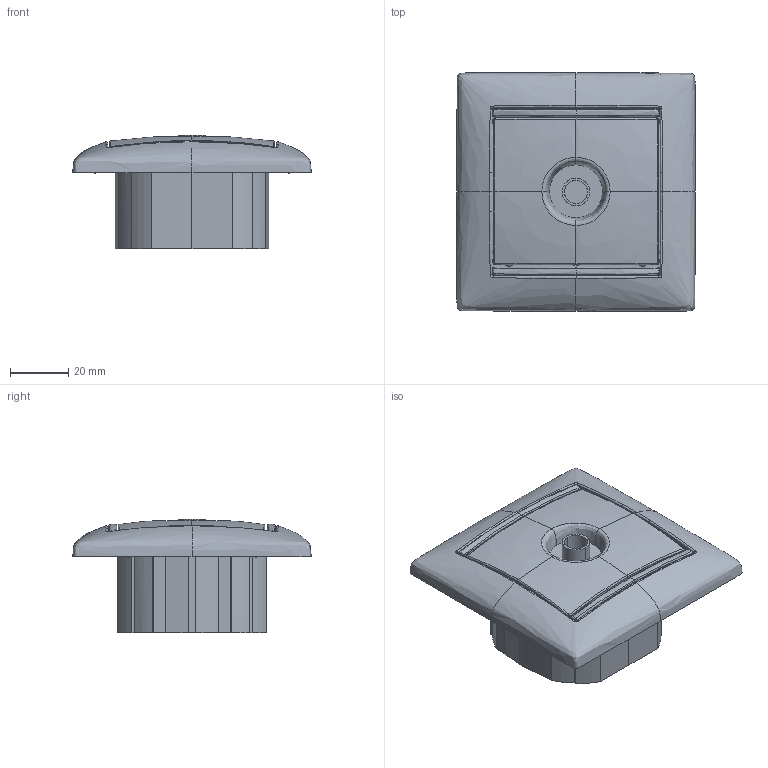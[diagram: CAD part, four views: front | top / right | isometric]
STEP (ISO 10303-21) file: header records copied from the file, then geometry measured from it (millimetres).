
FILE_DESCRIPTION (( 'STEP AP214' ), '1' );
FILE_NAME ('774429.STEP', '2025-09-02T10:40:44', ( '' ), ( '' ), 'SwSTEP 2.0', 'SolidWorks 2022', '' );
FILE_SCHEMA (( 'AUTOMOTIVE_DESIGN' ));
Length unit declared in the file: millimetre
Products named in the file (1): 774429
Bounding box: 82 x 82 x 39 mm (x, y, z)
Surface area: 24390.8 mm2 (no closed solid volume)
Topology: 0 solids, 11 shells, 546 faces, 1346 edges, 805 vertices
Faces by surface type: bspline 320, plane 129, cylinder 72, sphere 21, torus 4
Entity records: 49721 total; most frequent: CARTESIAN_POINT 40726, ORIENTED_EDGE 2597, EDGE_CURVE 1312, B_SPLINE_CURVE_WITH_KNOTS 1300, VERTEX_POINT 793, EDGE_LOOP 548, FACE_OUTER_BOUND 541, ADVANCED_FACE 540
